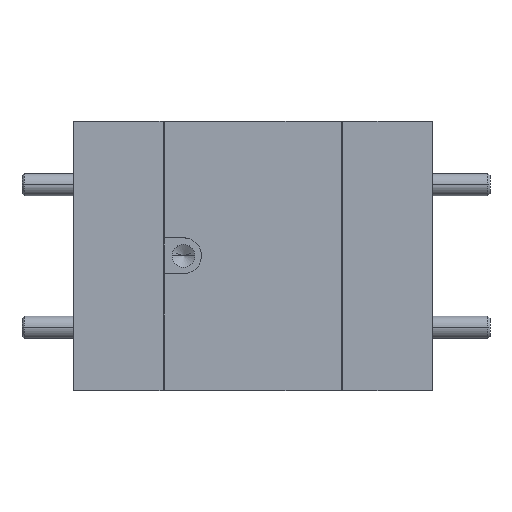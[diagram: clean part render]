
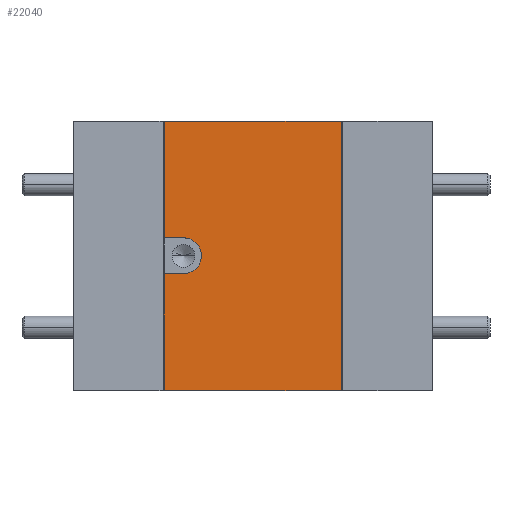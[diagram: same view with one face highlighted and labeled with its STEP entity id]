
A CAD part, top view. The second image highlights one B-rep face of the part: STEP entity #22040.
In plain terms, the highlighted planar face has unit normal (0, 0, 1).
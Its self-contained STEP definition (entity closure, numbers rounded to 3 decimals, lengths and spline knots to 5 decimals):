
#191 = EDGE_CURVE ( 'NONE', #33756, #28159, #29356, .T. ) ;
#1074 = CARTESIAN_POINT ( 'NONE',  ( 0.04337, 0.7253, 0.84172 ) ) ;
#2294 = CARTESIAN_POINT ( 'NONE',  ( 0.53537, 0.7253, 0.84172 ) ) ;
#2913 = VECTOR ( 'NONE', #8235, 39.37008 ) ;
#6048 = DIRECTION ( 'NONE',  ( 0., -1., 0. ) ) ;
#6643 = AXIS2_PLACEMENT_3D ( 'NONE', #6699, #34236, #16590 ) ;
#6699 = CARTESIAN_POINT ( 'NONE',  ( 0.53537, 0.7253, 0.84172 ) ) ;
#6923 = CIRCLE ( 'NONE', #14647, 0.05 ) ;
#7363 = VERTEX_POINT ( 'NONE', #37808 ) ;
#7719 = DIRECTION ( 'NONE',  ( 0., -1., 0. ) ) ;
#8235 = DIRECTION ( 'NONE',  ( -1., 0., 0. ) ) ;
#9141 = EDGE_CURVE ( 'NONE', #7363, #23312, #32158, .T. ) ;
#9631 = CARTESIAN_POINT ( 'NONE',  ( 0.09637, 0.4003, 0.84172 ) ) ;
#11134 = DIRECTION ( 'NONE',  ( 0., 0., 1. ) ) ;
#11887 = VERTEX_POINT ( 'NONE', #16381 ) ;
#13139 = EDGE_CURVE ( 'NONE', #35389, #11887, #24981, .T. ) ;
#13154 = VECTOR ( 'NONE', #15473, 39.37008 ) ;
#13575 = EDGE_CURVE ( 'NONE', #13856, #35389, #21745, .T. ) ;
#13856 = VERTEX_POINT ( 'NONE', #24622 ) ;
#14009 = ORIENTED_EDGE ( 'NONE', *, *, #41306, .T. ) ;
#14186 = ORIENTED_EDGE ( 'NONE', *, *, #32637, .T. ) ;
#14430 = CARTESIAN_POINT ( 'NONE',  ( 0.04337, 0.7253, 0.84172 ) ) ;
#14647 = AXIS2_PLACEMENT_3D ( 'NONE', #41507, #11134, #35098 ) ;
#14679 = EDGE_CURVE ( 'NONE', #31419, #23312, #22709, .T. ) ;
#14884 = EDGE_LOOP ( 'NONE', ( #16151, #24364, #18135, #38378, #14009, #32866, #41923, #14186 ) ) ;
#15473 = DIRECTION ( 'NONE',  ( 1., 0., 0. ) ) ;
#16151 = ORIENTED_EDGE ( 'NONE', *, *, #9141, .T. ) ;
#16381 = CARTESIAN_POINT ( 'NONE',  ( 0.04337, -0.0247, 0.84172 ) ) ;
#16590 = DIRECTION ( 'NONE',  ( 1., 0., 0. ) ) ;
#16855 = CARTESIAN_POINT ( 'NONE',  ( 0.04337, 0.3003, 0.84172 ) ) ;
#18135 = ORIENTED_EDGE ( 'NONE', *, *, #31151, .F. ) ;
#18928 = DIRECTION ( 'NONE',  ( -1., 0., 0. ) ) ;
#19171 = VECTOR ( 'NONE', #7719, 39.37008 ) ;
#20972 = LINE ( 'NONE', #22370, #25291 ) ;
#21377 = CARTESIAN_POINT ( 'NONE',  ( 0.53537, -0.0247, 0.84172 ) ) ;
#21745 = LINE ( 'NONE', #2294, #43255 ) ;
#22040 = ADVANCED_FACE ( 'NONE', ( #39087 ), #23188, .F. ) ;
#22370 = CARTESIAN_POINT ( 'NONE',  ( 0.53537, 0.7253, 0.84172 ) ) ;
#22709 = LINE ( 'NONE', #25306, #2913 ) ;
#23188 = PLANE ( 'NONE',  #6643 ) ;
#23312 = VERTEX_POINT ( 'NONE', #28925 ) ;
#24364 = ORIENTED_EDGE ( 'NONE', *, *, #14679, .F. ) ;
#24622 = CARTESIAN_POINT ( 'NONE',  ( 0.53537, 0.7253, 0.84172 ) ) ;
#24981 = LINE ( 'NONE', #21377, #27169 ) ;
#25291 = VECTOR ( 'NONE', #18928, 39.37008 ) ;
#25306 = CARTESIAN_POINT ( 'NONE',  ( 0.09637, 0.4003, 0.84172 ) ) ;
#25476 = CARTESIAN_POINT ( 'NONE',  ( 0.09637, 0.3003, 0.84172 ) ) ;
#27169 = VECTOR ( 'NONE', #38568, 39.37008 ) ;
#27289 = LINE ( 'NONE', #14430, #19171 ) ;
#28159 = VERTEX_POINT ( 'NONE', #25476 ) ;
#28925 = CARTESIAN_POINT ( 'NONE',  ( 0.04337, 0.4003, 0.84172 ) ) ;
#29356 = LINE ( 'NONE', #33131, #13154 ) ;
#31151 = EDGE_CURVE ( 'NONE', #28159, #31419, #6923, .T. ) ;
#31419 = VERTEX_POINT ( 'NONE', #9631 ) ;
#32158 = LINE ( 'NONE', #1074, #37537 ) ;
#32637 = EDGE_CURVE ( 'NONE', #13856, #7363, #20972, .T. ) ;
#32866 = ORIENTED_EDGE ( 'NONE', *, *, #13139, .F. ) ;
#33131 = CARTESIAN_POINT ( 'NONE',  ( 0.09637, 0.3003, 0.84172 ) ) ;
#33756 = VERTEX_POINT ( 'NONE', #16855 ) ;
#34236 = DIRECTION ( 'NONE',  ( 0., 0., -1. ) ) ;
#35098 = DIRECTION ( 'NONE',  ( -1., 0., 0. ) ) ;
#35389 = VERTEX_POINT ( 'NONE', #43018 ) ;
#36556 = DIRECTION ( 'NONE',  ( 0., -1., 0. ) ) ;
#37537 = VECTOR ( 'NONE', #36556, 39.37008 ) ;
#37808 = CARTESIAN_POINT ( 'NONE',  ( 0.04337, 0.7253, 0.84172 ) ) ;
#38378 = ORIENTED_EDGE ( 'NONE', *, *, #191, .F. ) ;
#38568 = DIRECTION ( 'NONE',  ( -1., 0., 0. ) ) ;
#39087 = FACE_OUTER_BOUND ( 'NONE', #14884, .T. ) ;
#41306 = EDGE_CURVE ( 'NONE', #33756, #11887, #27289, .T. ) ;
#41507 = CARTESIAN_POINT ( 'NONE',  ( 0.09637, 0.3503, 0.84172 ) ) ;
#41923 = ORIENTED_EDGE ( 'NONE', *, *, #13575, .F. ) ;
#43018 = CARTESIAN_POINT ( 'NONE',  ( 0.53537, -0.0247, 0.84172 ) ) ;
#43255 = VECTOR ( 'NONE', #6048, 39.37008 ) ;
